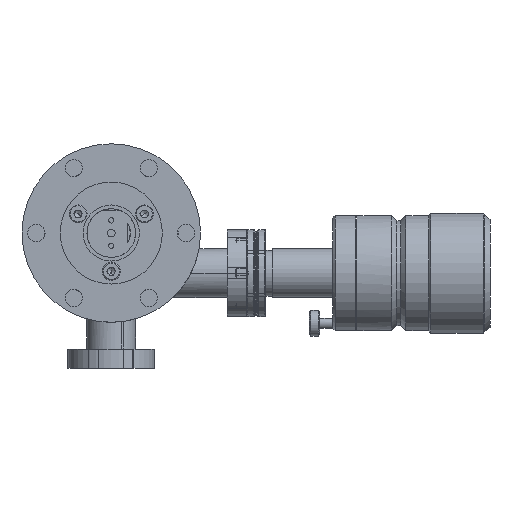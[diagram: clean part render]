
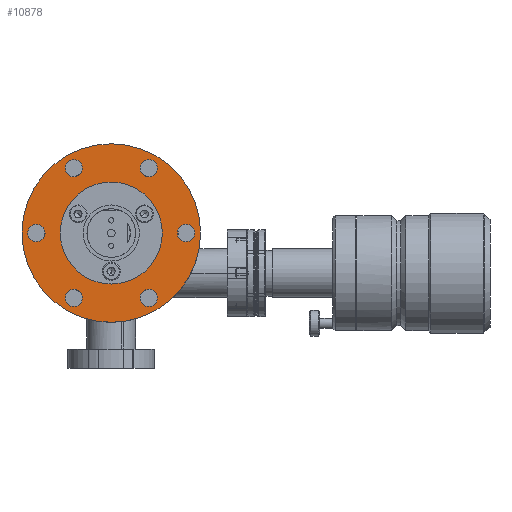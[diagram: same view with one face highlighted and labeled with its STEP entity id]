
A CAD part, left-side view. The second image highlights one B-rep face of the part: STEP entity #10878.
In plain terms, the highlighted planar face has unit normal (-1, 0, 0).
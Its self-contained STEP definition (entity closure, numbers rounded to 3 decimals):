
#2307=CARTESIAN_POINT('',(0.,0.,0.));
#2308=DIRECTION('',(1.,0.,0.));
#2309=DIRECTION('',(0.,-1.,0.));
#2310=AXIS2_PLACEMENT_3D('',#2307,#2308,#2309);
#2312=CARTESIAN_POINT('',(0.,0.,0.));
#2313=DIRECTION('',(1.,0.,0.));
#2314=DIRECTION('',(0.,1.,0.));
#2315=AXIS2_PLACEMENT_3D('',#2312,#2313,#2314);
#2317=CARTESIAN_POINT('',(0.,-14.675,-25.418));
#2318=DIRECTION('',(-1.,0.,0.));
#2319=DIRECTION('',(0.,-0.866,0.5));
#2320=AXIS2_PLACEMENT_3D('',#2317,#2318,#2319);
#2322=CARTESIAN_POINT('',(0.,-14.675,-25.418));
#2323=DIRECTION('',(-1.,0.,0.));
#2324=DIRECTION('',(0.,0.866,-0.5));
#2325=AXIS2_PLACEMENT_3D('',#2322,#2323,#2324);
#2327=CARTESIAN_POINT('',(0.,-14.675,25.418));
#2328=DIRECTION('',(-1.,0.,0.));
#2329=DIRECTION('',(0.,0.866,0.5));
#2330=AXIS2_PLACEMENT_3D('',#2327,#2328,#2329);
#2332=CARTESIAN_POINT('',(0.,-14.675,25.418));
#2333=DIRECTION('',(-1.,0.,0.));
#2334=DIRECTION('',(0.,-0.866,-0.5));
#2335=AXIS2_PLACEMENT_3D('',#2332,#2333,#2334);
#2337=CARTESIAN_POINT('',(0.,14.675,-25.418));
#2338=DIRECTION('',(-1.,0.,0.));
#2339=DIRECTION('',(0.,-0.866,-0.5));
#2340=AXIS2_PLACEMENT_3D('',#2337,#2338,#2339);
#2342=CARTESIAN_POINT('',(0.,14.675,-25.418));
#2343=DIRECTION('',(-1.,0.,0.));
#2344=DIRECTION('',(0.,0.866,0.5));
#2345=AXIS2_PLACEMENT_3D('',#2342,#2343,#2344);
#2347=CARTESIAN_POINT('',(0.,14.675,25.418));
#2348=DIRECTION('',(-1.,0.,0.));
#2349=DIRECTION('',(0.,0.866,-0.5));
#2350=AXIS2_PLACEMENT_3D('',#2347,#2348,#2349);
#2352=CARTESIAN_POINT('',(0.,14.675,25.418));
#2353=DIRECTION('',(-1.,0.,0.));
#2354=DIRECTION('',(0.,-0.866,0.5));
#2355=AXIS2_PLACEMENT_3D('',#2352,#2353,#2354);
#2357=CARTESIAN_POINT('',(0.,-29.35,0.));
#2358=DIRECTION('',(-1.,0.,0.));
#2359=DIRECTION('',(0.,0.,1.));
#2360=AXIS2_PLACEMENT_3D('',#2357,#2358,#2359);
#2362=CARTESIAN_POINT('',(0.,-29.35,0.));
#2363=DIRECTION('',(-1.,0.,0.));
#2364=DIRECTION('',(0.,0.,-1.));
#2365=AXIS2_PLACEMENT_3D('',#2362,#2363,#2364);
#2367=CARTESIAN_POINT('',(0.,29.35,0.));
#2368=DIRECTION('',(-1.,0.,0.));
#2369=DIRECTION('',(0.,0.,-1.));
#2370=AXIS2_PLACEMENT_3D('',#2367,#2368,#2369);
#2372=CARTESIAN_POINT('',(0.,29.35,0.));
#2373=DIRECTION('',(-1.,0.,0.));
#2374=DIRECTION('',(0.,0.,1.));
#2375=AXIS2_PLACEMENT_3D('',#2372,#2373,#2374);
#2377=CARTESIAN_POINT('',(0.,0.,0.));
#2378=DIRECTION('',(-1.,0.,0.));
#2379=DIRECTION('',(0.,-1.,0.));
#2380=AXIS2_PLACEMENT_3D('',#2377,#2378,#2379);
#2382=CARTESIAN_POINT('',(0.,0.,0.));
#2383=DIRECTION('',(-1.,0.,0.));
#2384=DIRECTION('',(0.,1.,0.));
#2385=AXIS2_PLACEMENT_3D('',#2382,#2383,#2384);
#6538=CARTESIAN_POINT('',(0.,20.,0.));
#6539=VERTEX_POINT('',#6538);
#6540=CARTESIAN_POINT('',(0.,-20.,0.));
#6541=VERTEX_POINT('',#6540);
#6542=CARTESIAN_POINT('',(0.,29.35,-3.4));
#6543=CARTESIAN_POINT('',(0.,29.35,3.4));
#6544=VERTEX_POINT('',#6542);
#6545=VERTEX_POINT('',#6543);
#6546=CARTESIAN_POINT('',(0.,-17.619,-23.718));
#6547=CARTESIAN_POINT('',(0.,-11.731,-27.118));
#6548=VERTEX_POINT('',#6546);
#6549=VERTEX_POINT('',#6547);
#6550=CARTESIAN_POINT('',(0.,-11.731,27.118));
#6551=CARTESIAN_POINT('',(0.,-17.619,23.718));
#6552=VERTEX_POINT('',#6550);
#6553=VERTEX_POINT('',#6551);
#6554=CARTESIAN_POINT('',(0.,11.731,-27.118));
#6555=CARTESIAN_POINT('',(0.,17.619,-23.718));
#6556=VERTEX_POINT('',#6554);
#6557=VERTEX_POINT('',#6555);
#6558=CARTESIAN_POINT('',(0.,17.619,23.718));
#6559=CARTESIAN_POINT('',(0.,11.731,27.118));
#6560=VERTEX_POINT('',#6558);
#6561=VERTEX_POINT('',#6559);
#6562=CARTESIAN_POINT('',(0.,-29.35,3.4));
#6563=CARTESIAN_POINT('',(0.,-29.35,-3.4));
#6564=VERTEX_POINT('',#6562);
#6565=VERTEX_POINT('',#6563);
#6566=CARTESIAN_POINT('',(0.,-35.,0.));
#6567=CARTESIAN_POINT('',(0.,35.,0.));
#6568=VERTEX_POINT('',#6566);
#6569=VERTEX_POINT('',#6567);
#10827=CARTESIAN_POINT('',(0.,0.,0.));
#10828=DIRECTION('',(1.,0.,0.));
#10829=DIRECTION('',(0.,0.,1.));
#10830=AXIS2_PLACEMENT_3D('',#10827,#10828,#10829);
#10831=PLANE('',#10830);
#10832=ORIENTED_EDGE('',*,*,#10821,.T.);
#10833=ORIENTED_EDGE('',*,*,#10807,.T.);
#10834=EDGE_LOOP('',(#10832,#10833));
#10835=FACE_OUTER_BOUND('',#10834,.F.);
#10837=ORIENTED_EDGE('',*,*,#10836,.T.);
#10839=ORIENTED_EDGE('',*,*,#10838,.T.);
#10840=EDGE_LOOP('',(#10837,#10839));
#10841=FACE_BOUND('',#10840,.F.);
#10843=ORIENTED_EDGE('',*,*,#10842,.T.);
#10845=ORIENTED_EDGE('',*,*,#10844,.T.);
#10846=EDGE_LOOP('',(#10843,#10845));
#10847=FACE_BOUND('',#10846,.F.);
#10849=ORIENTED_EDGE('',*,*,#10848,.T.);
#10851=ORIENTED_EDGE('',*,*,#10850,.T.);
#10852=EDGE_LOOP('',(#10849,#10851));
#10853=FACE_BOUND('',#10852,.F.);
#10855=ORIENTED_EDGE('',*,*,#10854,.T.);
#10857=ORIENTED_EDGE('',*,*,#10856,.T.);
#10858=EDGE_LOOP('',(#10855,#10857));
#10859=FACE_BOUND('',#10858,.F.);
#10861=ORIENTED_EDGE('',*,*,#10860,.T.);
#10863=ORIENTED_EDGE('',*,*,#10862,.T.);
#10864=EDGE_LOOP('',(#10861,#10863));
#10865=FACE_BOUND('',#10864,.F.);
#10867=ORIENTED_EDGE('',*,*,#10866,.T.);
#10869=ORIENTED_EDGE('',*,*,#10868,.T.);
#10870=EDGE_LOOP('',(#10867,#10869));
#10871=FACE_BOUND('',#10870,.F.);
#10873=ORIENTED_EDGE('',*,*,#10872,.T.);
#10875=ORIENTED_EDGE('',*,*,#10874,.T.);
#10876=EDGE_LOOP('',(#10873,#10875));
#10877=FACE_BOUND('',#10876,.F.);
#2311=CIRCLE('',#2310,35.);
#2316=CIRCLE('',#2315,35.);
#2321=CIRCLE('',#2320,3.4);
#2326=CIRCLE('',#2325,3.4);
#2331=CIRCLE('',#2330,3.4);
#2336=CIRCLE('',#2335,3.4);
#2341=CIRCLE('',#2340,3.4);
#2346=CIRCLE('',#2345,3.4);
#2351=CIRCLE('',#2350,3.4);
#2356=CIRCLE('',#2355,3.4);
#2361=CIRCLE('',#2360,3.4);
#2366=CIRCLE('',#2365,3.4);
#2371=CIRCLE('',#2370,3.4);
#2376=CIRCLE('',#2375,3.4);
#2381=CIRCLE('',#2380,20.);
#2386=CIRCLE('',#2385,20.);
#10807=EDGE_CURVE('',#6569,#6568,#2316,.T.);
#10821=EDGE_CURVE('',#6568,#6569,#2311,.T.);
#10836=EDGE_CURVE('',#6548,#6549,#2321,.T.);
#10838=EDGE_CURVE('',#6549,#6548,#2326,.T.);
#10842=EDGE_CURVE('',#6552,#6553,#2331,.T.);
#10844=EDGE_CURVE('',#6553,#6552,#2336,.T.);
#10848=EDGE_CURVE('',#6556,#6557,#2341,.T.);
#10850=EDGE_CURVE('',#6557,#6556,#2346,.T.);
#10854=EDGE_CURVE('',#6560,#6561,#2351,.T.);
#10856=EDGE_CURVE('',#6561,#6560,#2356,.T.);
#10860=EDGE_CURVE('',#6564,#6565,#2361,.T.);
#10862=EDGE_CURVE('',#6565,#6564,#2366,.T.);
#10866=EDGE_CURVE('',#6544,#6545,#2371,.T.);
#10868=EDGE_CURVE('',#6545,#6544,#2376,.T.);
#10872=EDGE_CURVE('',#6541,#6539,#2381,.T.);
#10874=EDGE_CURVE('',#6539,#6541,#2386,.T.);
#10878=ADVANCED_FACE('',(#10835,#10841,#10847,#10853,#10859,#10865,#10871,
#10877),#10831,.F.);
